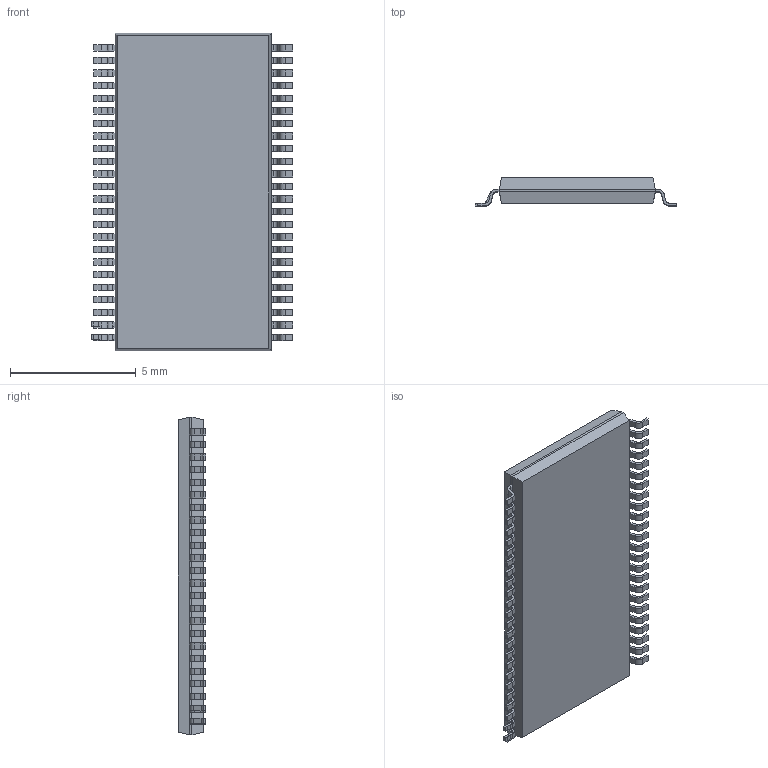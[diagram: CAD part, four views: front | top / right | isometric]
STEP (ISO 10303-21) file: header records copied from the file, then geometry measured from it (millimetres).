
FILE_DESCRIPTION (( 'STEP AP214' ), '1' );
FILE_NAME ('User Library-TSSOP-48 12.6x6.2.STEP', '2021-02-27T21:21:34', ( '' ), ( '' ), 'SwSTEP 2.0', 'SolidWorks 2020', '' );
FILE_SCHEMA (( 'AUTOMOTIVE_DESIGN' ));
Length unit declared in the file: millimetre
Products named in the file (4): pin_TSSOP_TSSOP_0.2_1; body_TSSOP_TSSOP_12.6x6.2_1; pin_TSSOP_tsop_1; User Library-TSSOP-48 12.6x6.2
Assembly tree (51 placements, depth 2):
  User Library-TSSOP-48 12.6x6.2
    pin_TSSOP_TSSOP_0.2_1  x2
    pin_TSSOP_tsop_1  x48
    body_TSSOP_TSSOP_12.6x6.2_1
Bounding box: 8 x 1.1 x 12.6 mm (x, y, z)
Volume: 78 mm3; surface area: 231 mm2
Topology: 51 solids, 51 shells, 717 faces, 1834 edges, 1220 vertices
Faces by surface type: plane 515, cylinder 202
Entity records: 2309 total; most frequent: DIRECTION 324, CARTESIAN_POINT 273, ORIENTED_EDGE 212, AXIS2_PLACEMENT_3D 119, EDGE_CURVE 106, LINE 86, VECTOR 86, VERTEX_POINT 68
